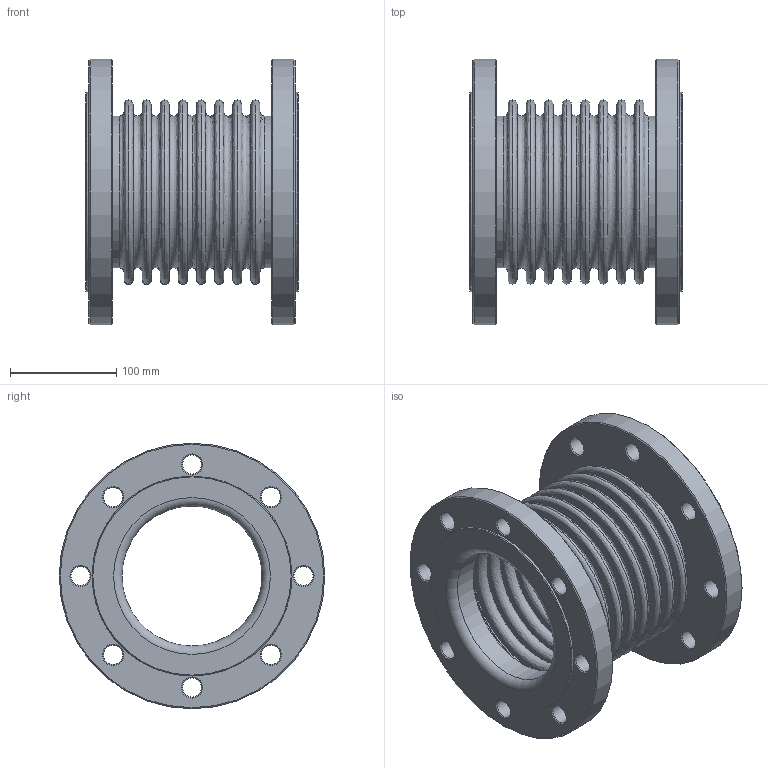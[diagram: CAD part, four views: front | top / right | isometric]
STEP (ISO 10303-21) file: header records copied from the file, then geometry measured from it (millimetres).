
FILE_DESCRIPTION(('HOOPS Exchange Step'),'2;1');
FILE_NAME('KP0500_DN125.stp','2025-11-03T14:15:28+01:00',('nieru'),('Unknown organisation'),'HOOPS Exchange 2024.2','HOOPS Exchange','Unknown authorisation');
FILE_SCHEMA( ('AP203_CONFIGURATION_CONTROLLED_3D_DESIGN_OF_MECHANICAL_PARTS_AND_ASSEMBLIES_MIM_LF') );
Length unit declared in the file: millimetre
Products named in the file (2): 0; root
Assembly tree (1 placements, depth 2):
  root
    0
Bounding box: 200 x 250 x 250 mm (x, y, z)
Volume: 1339706.6 mm3; surface area: 612160.8 mm2
Topology: 2 solids, 4 shells, 169 faces, 468 edges, 325 vertices
Faces by surface type: bspline 66, cone 42, cylinder 30, plane 26, torus 5
Full cylindrical faces by diameter (mm): 18 x16, 131.7 x2, 136.617 x2, 142.617 x2, 143.7 x2, 151.115 x2, 188.001 x2, 250 x2
Entity records: 10736 total; most frequent: CARTESIAN_POINT 6323, DIRECTION 948, ORIENTED_EDGE 924, EDGE_CURVE 462, AXIS2_PLACEMENT_3D 430, CIRCLE 324, VERTEX_POINT 321, EDGE_LOOP 233
